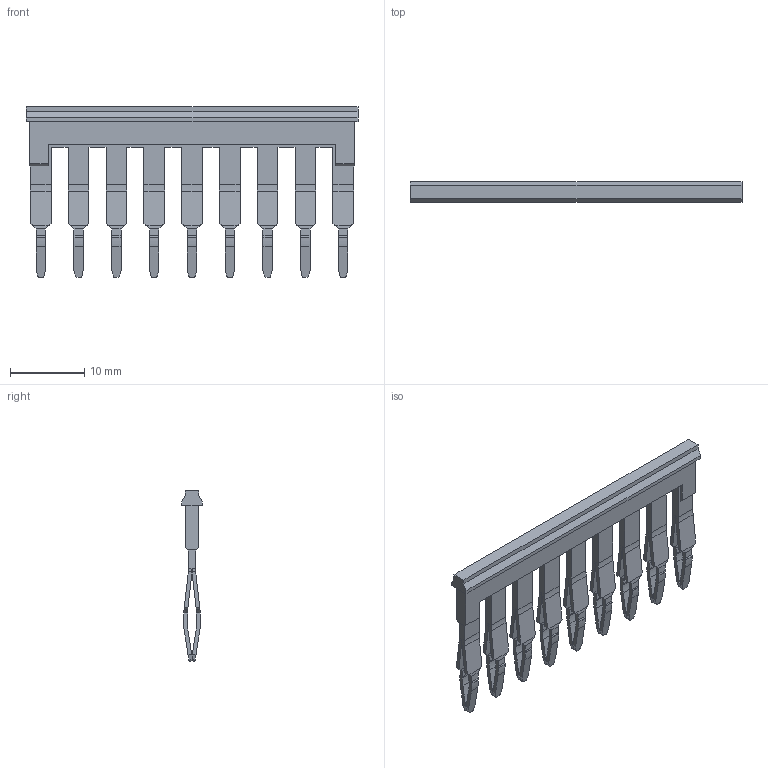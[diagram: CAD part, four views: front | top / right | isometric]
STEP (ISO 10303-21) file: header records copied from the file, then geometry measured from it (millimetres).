
FILE_DESCRIPTION(('CATIA V5R22 STEP214','CAx-IF Rec.Pracs.--- Model Styling and Organization---1.4--- 2014-01-23'),'2;1');
FILE_NAME ('018908-6_0_1693870000_1693870000.stp','2021-05-05T10:10:45+00:00',('none'),('Weidmueller'),'CATIA Version 5-6 Release 2016 SP3 HF44','CATIA V5 STEP AP214','none');
FILE_SCHEMA(('AUTOMOTIVE_DESIGN { 1 0 10303 214 1 1 1 1 }'));
Length unit declared in the file: millimetre
Products named in the file (1): ZQV 2.5N/9
Bounding box: 44.8 x 2.8 x 23.02 mm (x, y, z)
Volume: 756 mm3; surface area: 2464.8 mm2
Topology: 2 solids, 3 shells, 604 faces, 1809 edges, 1194 vertices
Faces by surface type: plane 386, cylinder 182, bspline 36
Entity records: 18983 total; most frequent: CARTESIAN_POINT 4658, ORIENTED_EDGE 3618, DIRECTION 1999, EDGE_CURVE 1809, VERTEX_POINT 1194, VECTOR 1139, LINE 1139, AXIS2_PLACEMENT_3D 631
